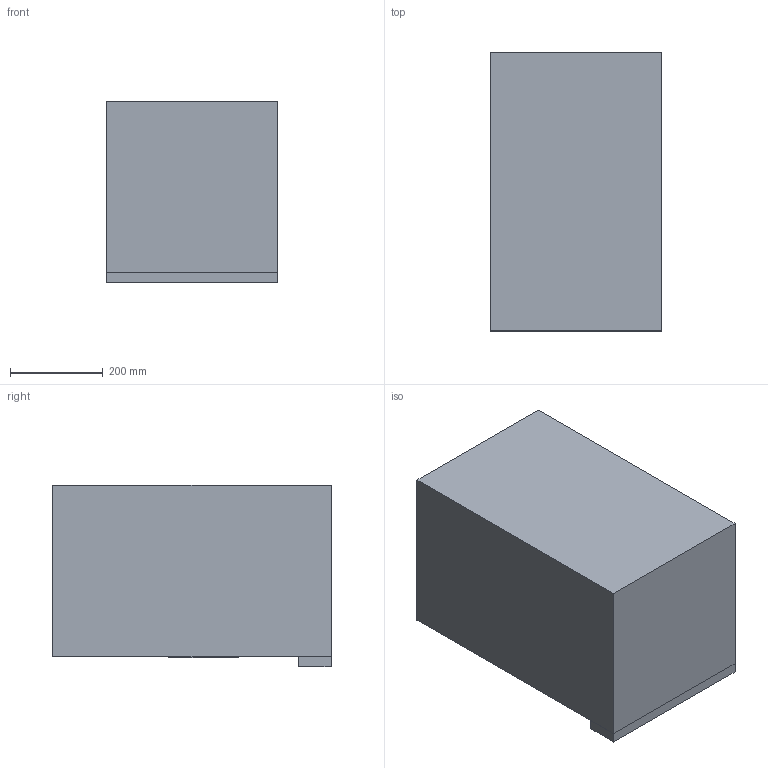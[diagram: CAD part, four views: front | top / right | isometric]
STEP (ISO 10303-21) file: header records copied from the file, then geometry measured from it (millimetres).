
FILE_DESCRIPTION (( 'STEP AP203' ), '1' );
FILE_NAME ('ChateauEauP2 v2(Mirror)_Default_sldprt.STEP', '2017-11-16T18:06:30', ( '' ), ( '' ), 'SwSTEP 2.0', 'SolidWorks 2013', '' );
FILE_SCHEMA (( 'CONFIG_CONTROL_DESIGN' ));
Length unit declared in the file: millimetre
Products named in the file (1): ChateauEauP2 v2(Mirror)_Default_sldprt
Bounding box: 370 x 600 x 392 mm (x, y, z)
Volume: 9361632 mm3; surface area: 1853240 mm2
Topology: 7 solids, 7 shells, 48 faces, 102 edges, 68 vertices
Faces by surface type: plane 48
Entity records: 1331 total; most frequent: CARTESIAN_POINT 219, ORIENTED_EDGE 204, DIRECTION 200, EDGE_CURVE 102, LINE 102, VECTOR 102, VERTEX_POINT 68, AXIS2_PLACEMENT_3D 49
